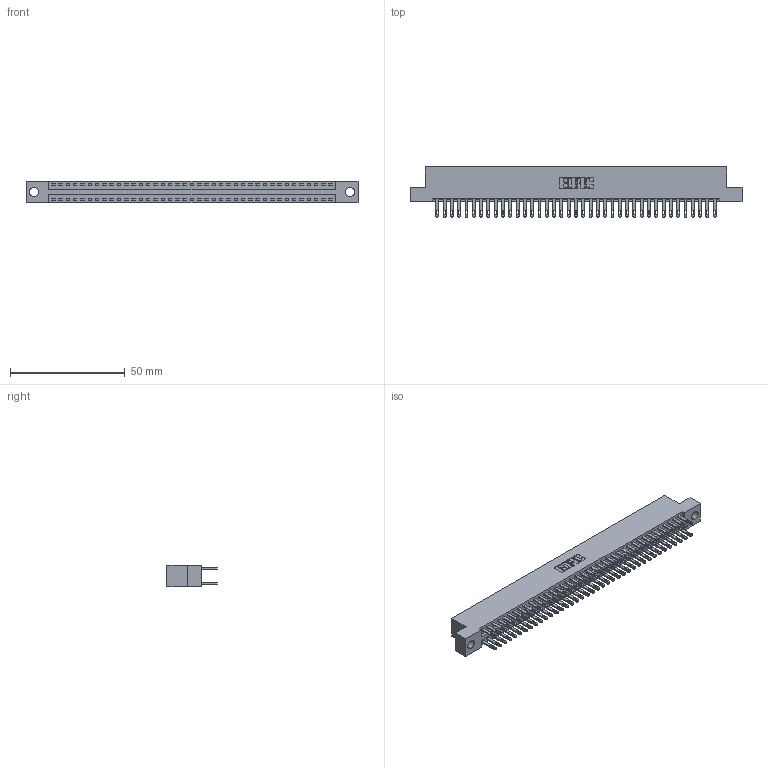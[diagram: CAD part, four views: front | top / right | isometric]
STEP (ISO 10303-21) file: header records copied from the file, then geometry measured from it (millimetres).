
FILE_DESCRIPTION (( 'STEP AP203' ), '1' );
FILE_NAME ('346-078-500-204.STEP', '2022-05-25T13:22:55', ( '' ), ( '' ), 'SwSTEP 2.0', 'SolidWorks 2020', '' );
FILE_SCHEMA (( 'CONFIG_CONTROL_DESIGN' ));
Length unit declared in the file: inch
Products named in the file (3): 346 Part_Flush Mounting Lugs - 0.156 Dia-TH; 345-292-001_345-293-100; 346-078-500-204
Assembly tree (79 placements, depth 2):
  346-078-500-204
    346 Part_Flush Mounting Lugs - 0.156 Dia-TH
    345-292-001_345-293-100  x78
Bounding box: 144.4 x 21.84 x 9.4 mm (x, y, z)
Volume: 14189.8 mm3; surface area: 20122 mm2
Topology: 79 solids, 79 shells, 3880 faces, 11831 edges, 7886 vertices
Faces by surface type: plane 2352, cylinder 1528
Entity records: 26205 total; most frequent: CARTESIAN_POINT 4326, ORIENTED_EDGE 4258, DIRECTION 3865, EDGE_CURVE 2129, LINE 1837, VECTOR 1837, VERTEX_POINT 1418, AXIS2_PLACEMENT_3D 1014
